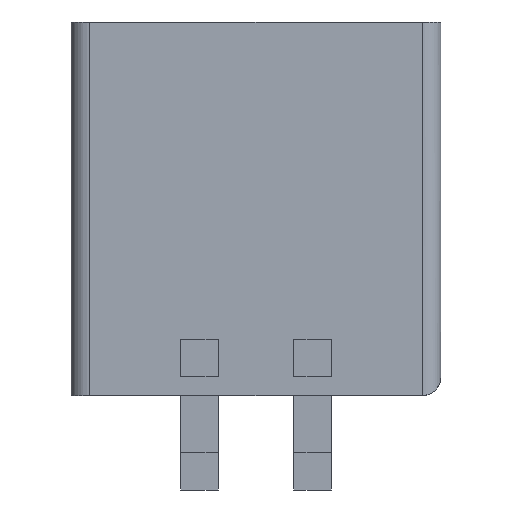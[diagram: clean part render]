
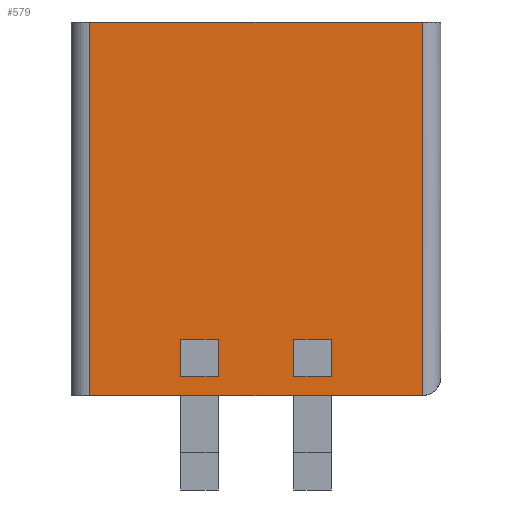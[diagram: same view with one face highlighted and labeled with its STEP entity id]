
A CAD part, front view. The second image highlights one B-rep face of the part: STEP entity #579.
In plain terms, the highlighted planar face has unit normal (0, -1, 0).
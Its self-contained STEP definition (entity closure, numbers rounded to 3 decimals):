
#16 = FACE_BOUND ( 'NONE', #3311, .T. ) ;
#26 = EDGE_CURVE ( 'NONE', #968, #2838, #1776, .T. ) ;
#37 = CARTESIAN_POINT ( 'NONE',  ( -1., -3.68, 1.5 ) ) ;
#93 = EDGE_CURVE ( 'NONE', #2135, #707, #2881, .T. ) ;
#108 = CARTESIAN_POINT ( 'NONE',  ( -2., -3.68, 0.5 ) ) ;
#164 = DIRECTION ( 'NONE',  ( 1., 0., 0. ) ) ;
#185 = VECTOR ( 'NONE', #2730, 1000. ) ;
#188 = EDGE_CURVE ( 'NONE', #707, #968, #1137, .T. ) ;
#283 = FACE_BOUND ( 'NONE', #1033, .T. ) ;
#295 = ORIENTED_EDGE ( 'NONE', *, *, #509, .F. ) ;
#308 = CARTESIAN_POINT ( 'NONE',  ( 2., -3.68, 0.5 ) ) ;
#341 = VERTEX_POINT ( 'NONE', #1012 ) ;
#353 = DIRECTION ( 'NONE',  ( 1., 0., 0. ) ) ;
#416 = LINE ( 'NONE', #1276, #1976 ) ;
#507 = DIRECTION ( 'NONE',  ( 0., 0., 1. ) ) ;
#509 = EDGE_CURVE ( 'NONE', #341, #1978, #3191, .T. ) ;
#537 = DIRECTION ( 'NONE',  ( 0., 1., 0. ) ) ;
#563 = LINE ( 'NONE', #308, #2246 ) ;
#579 = ADVANCED_FACE ( 'NONE', ( #16, #1087, #283 ), #2506, .F. ) ;
#588 = CARTESIAN_POINT ( 'NONE',  ( -2., -3.68, 1.5 ) ) ;
#607 = DIRECTION ( 'NONE',  ( 0., 0., 1. ) ) ;
#707 = VERTEX_POINT ( 'NONE', #2890 ) ;
#779 = LINE ( 'NONE', #3527, #2310 ) ;
#796 = VERTEX_POINT ( 'NONE', #1851 ) ;
#929 = VECTOR ( 'NONE', #1252, 1000. ) ;
#968 = VERTEX_POINT ( 'NONE', #1217 ) ;
#1012 = CARTESIAN_POINT ( 'NONE',  ( 2., -3.68, 1.5 ) ) ;
#1024 = ORIENTED_EDGE ( 'NONE', *, *, #2736, .F. ) ;
#1033 = EDGE_LOOP ( 'NONE', ( #3126, #295, #3434, #1474 ) ) ;
#1035 = DIRECTION ( 'NONE',  ( -1., 0., 0. ) ) ;
#1087 = FACE_OUTER_BOUND ( 'NONE', #2054, .T. ) ;
#1114 = CARTESIAN_POINT ( 'NONE',  ( 1., -3.68, 0.5 ) ) ;
#1137 = LINE ( 'NONE', #1627, #185 ) ;
#1142 = LINE ( 'NONE', #37, #3240 ) ;
#1211 = LINE ( 'NONE', #108, #3488 ) ;
#1217 = CARTESIAN_POINT ( 'NONE',  ( 4.4, -3.68, 0. ) ) ;
#1229 = VECTOR ( 'NONE', #2378, 1000. ) ;
#1252 = DIRECTION ( 'NONE',  ( 1., 0., 0. ) ) ;
#1276 = CARTESIAN_POINT ( 'NONE',  ( 4.9, -3.68, 9.9 ) ) ;
#1296 = CARTESIAN_POINT ( 'NONE',  ( 1., -3.68, 1.5 ) ) ;
#1474 = ORIENTED_EDGE ( 'NONE', *, *, #2027, .F. ) ;
#1484 = CARTESIAN_POINT ( 'NONE',  ( -4.4, -3.68, 9.9 ) ) ;
#1522 = CARTESIAN_POINT ( 'NONE',  ( 4.4, -3.68, 9.9 ) ) ;
#1543 = CARTESIAN_POINT ( 'NONE',  ( 1., -3.68, 0.5 ) ) ;
#1565 = LINE ( 'NONE', #1543, #929 ) ;
#1627 = CARTESIAN_POINT ( 'NONE',  ( 4.9, -3.68, 0. ) ) ;
#1696 = CARTESIAN_POINT ( 'NONE',  ( 2., -3.68, 0.5 ) ) ;
#1776 = LINE ( 'NONE', #1522, #2278 ) ;
#1850 = CARTESIAN_POINT ( 'NONE',  ( -1., -3.68, 1.5 ) ) ;
#1851 = CARTESIAN_POINT ( 'NONE',  ( -1., -3.68, 0.5 ) ) ;
#1875 = VECTOR ( 'NONE', #2612, 1000. ) ;
#1959 = CARTESIAN_POINT ( 'NONE',  ( -4.4, -3.68, 9.9 ) ) ;
#1974 = EDGE_CURVE ( 'NONE', #1978, #2392, #2685, .T. ) ;
#1976 = VECTOR ( 'NONE', #164, 1000. ) ;
#1978 = VERTEX_POINT ( 'NONE', #2701 ) ;
#2027 = EDGE_CURVE ( 'NONE', #2392, #3145, #1565, .T. ) ;
#2054 = EDGE_LOOP ( 'NONE', ( #2294, #2916, #3471, #2805 ) ) ;
#2130 = VERTEX_POINT ( 'NONE', #2227 ) ;
#2135 = VERTEX_POINT ( 'NONE', #1959 ) ;
#2227 = CARTESIAN_POINT ( 'NONE',  ( -2., -3.68, 0.5 ) ) ;
#2246 = VECTOR ( 'NONE', #607, 1000. ) ;
#2278 = VECTOR ( 'NONE', #3168, 1000. ) ;
#2294 = ORIENTED_EDGE ( 'NONE', *, *, #3343, .F. ) ;
#2310 = VECTOR ( 'NONE', #507, 1000. ) ;
#2352 = VECTOR ( 'NONE', #353, 1000. ) ;
#2378 = DIRECTION ( 'NONE',  ( 0., 0., -1. ) ) ;
#2392 = VERTEX_POINT ( 'NONE', #1114 ) ;
#2406 = EDGE_CURVE ( 'NONE', #3145, #341, #563, .T. ) ;
#2488 = DIRECTION ( 'NONE',  ( -1., 0., 0. ) ) ;
#2506 = PLANE ( 'NONE',  #3233 ) ;
#2568 = VERTEX_POINT ( 'NONE', #1850 ) ;
#2612 = DIRECTION ( 'NONE',  ( 0., 0., -1. ) ) ;
#2685 = LINE ( 'NONE', #2918, #1229 ) ;
#2701 = CARTESIAN_POINT ( 'NONE',  ( 1., -3.68, 1.5 ) ) ;
#2730 = DIRECTION ( 'NONE',  ( 1., 0., 0. ) ) ;
#2736 = EDGE_CURVE ( 'NONE', #3417, #2130, #1211, .T. ) ;
#2789 = EDGE_CURVE ( 'NONE', #2130, #796, #3098, .T. ) ;
#2805 = ORIENTED_EDGE ( 'NONE', *, *, #26, .T. ) ;
#2828 = VECTOR ( 'NONE', #1035, 1000. ) ;
#2838 = VERTEX_POINT ( 'NONE', #3498 ) ;
#2881 = LINE ( 'NONE', #1484, #1875 ) ;
#2890 = CARTESIAN_POINT ( 'NONE',  ( -4.4, -3.68, 0. ) ) ;
#2903 = DIRECTION ( 'NONE',  ( 0., 0., -1. ) ) ;
#2916 = ORIENTED_EDGE ( 'NONE', *, *, #93, .T. ) ;
#2918 = CARTESIAN_POINT ( 'NONE',  ( 1., -3.68, 0.5 ) ) ;
#2948 = ORIENTED_EDGE ( 'NONE', *, *, #3091, .F. ) ;
#3028 = ORIENTED_EDGE ( 'NONE', *, *, #3465, .F. ) ;
#3032 = CARTESIAN_POINT ( 'NONE',  ( 4.9, -3.68, 9.9 ) ) ;
#3058 = ORIENTED_EDGE ( 'NONE', *, *, #2789, .F. ) ;
#3091 = EDGE_CURVE ( 'NONE', #2568, #3417, #1142, .T. ) ;
#3098 = LINE ( 'NONE', #3413, #2352 ) ;
#3126 = ORIENTED_EDGE ( 'NONE', *, *, #1974, .F. ) ;
#3145 = VERTEX_POINT ( 'NONE', #1696 ) ;
#3168 = DIRECTION ( 'NONE',  ( 0., 0., 1. ) ) ;
#3191 = LINE ( 'NONE', #1296, #2828 ) ;
#3233 = AXIS2_PLACEMENT_3D ( 'NONE', #3032, #537, #2488 ) ;
#3240 = VECTOR ( 'NONE', #3360, 1000. ) ;
#3311 = EDGE_LOOP ( 'NONE', ( #1024, #2948, #3028, #3058 ) ) ;
#3343 = EDGE_CURVE ( 'NONE', #2135, #2838, #416, .T. ) ;
#3360 = DIRECTION ( 'NONE',  ( -1., 0., 0. ) ) ;
#3413 = CARTESIAN_POINT ( 'NONE',  ( -1., -3.68, 0.5 ) ) ;
#3417 = VERTEX_POINT ( 'NONE', #588 ) ;
#3434 = ORIENTED_EDGE ( 'NONE', *, *, #2406, .F. ) ;
#3465 = EDGE_CURVE ( 'NONE', #796, #2568, #779, .T. ) ;
#3471 = ORIENTED_EDGE ( 'NONE', *, *, #188, .T. ) ;
#3488 = VECTOR ( 'NONE', #2903, 1000. ) ;
#3498 = CARTESIAN_POINT ( 'NONE',  ( 4.4, -3.68, 9.9 ) ) ;
#3527 = CARTESIAN_POINT ( 'NONE',  ( -1., -3.68, 0.5 ) ) ;
